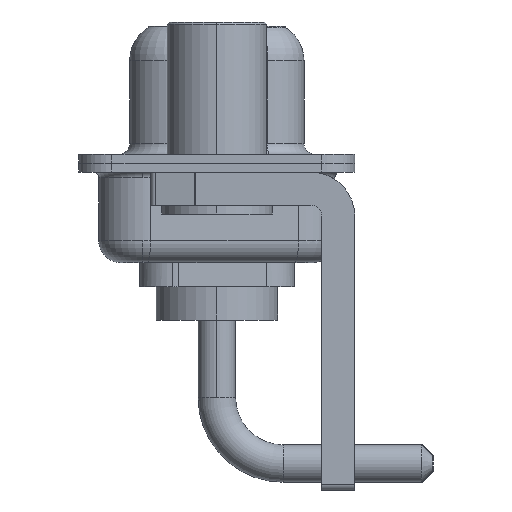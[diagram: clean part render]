
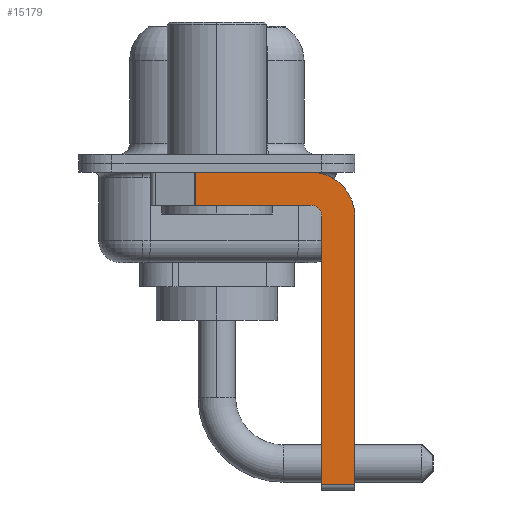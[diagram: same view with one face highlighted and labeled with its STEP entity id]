
A CAD part, left-side view. The second image highlights one B-rep face of the part: STEP entity #15179.
In plain terms, the highlighted planar face has unit normal (-1, 0, 0).
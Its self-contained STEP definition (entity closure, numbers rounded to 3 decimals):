
#24 = VERTEX_POINT ( 'NONE', #80 ) ;
#80 = CARTESIAN_POINT ( 'NONE',  ( -2.9, -6.25, -14.55 ) ) ;
#177 = VECTOR ( 'NONE', #8569, 1000. ) ;
#578 = PLANE ( 'NONE',  #8930 ) ;
#742 = CARTESIAN_POINT ( 'NONE',  ( -2.9, -4.75, -14.8 ) ) ;
#933 = CARTESIAN_POINT ( 'NONE',  ( -2.9, -4.75, -2.4 ) ) ;
#987 = AXIS2_PLACEMENT_3D ( 'NONE', #4394, #2087, #14160 ) ;
#1052 = DIRECTION ( 'NONE',  ( 0., -1., 0. ) ) ;
#1124 = EDGE_CURVE ( 'NONE', #12348, #14079, #8651, .T. ) ;
#1163 = EDGE_CURVE ( 'NONE', #14079, #24, #3356, .T. ) ;
#1369 = CARTESIAN_POINT ( 'NONE',  ( -2.9, -4.25, -14.55 ) ) ;
#1633 = CARTESIAN_POINT ( 'NONE',  ( -2.9, -4.25, -1.9 ) ) ;
#2087 = DIRECTION ( 'NONE',  ( 1., 0., 0. ) ) ;
#2523 = ORIENTED_EDGE ( 'NONE', *, *, #11208, .T. ) ;
#2668 = EDGE_CURVE ( 'NONE', #5904, #13221, #13926, .T. ) ;
#3124 = CARTESIAN_POINT ( 'NONE',  ( -2.9, -4.25, -2.4 ) ) ;
#3356 = LINE ( 'NONE', #10947, #9932 ) ;
#4107 = VERTEX_POINT ( 'NONE', #1633 ) ;
#4245 = ORIENTED_EDGE ( 'NONE', *, *, #1163, .F. ) ;
#4334 = DIRECTION ( 'NONE',  ( 0., 0., 1. ) ) ;
#4394 = CARTESIAN_POINT ( 'NONE',  ( -2.9, -4.25, -2.4 ) ) ;
#4658 = EDGE_CURVE ( 'NONE', #12351, #12444, #7198, .T. ) ;
#4954 = CARTESIAN_POINT ( 'NONE',  ( -2.9, 3., -0.4 ) ) ;
#5129 = CARTESIAN_POINT ( 'NONE',  ( -2.9, 0.978, -0.4 ) ) ;
#5430 = DIRECTION ( 'NONE',  ( 0., 0., -1. ) ) ;
#5435 = CARTESIAN_POINT ( 'NONE',  ( -2.9, 0.978, -1.9 ) ) ;
#5513 = DIRECTION ( 'NONE',  ( 0., 0., 1. ) ) ;
#5517 = DIRECTION ( 'NONE',  ( 0., 0., -1. ) ) ;
#5519 = ORIENTED_EDGE ( 'NONE', *, *, #14868, .F. ) ;
#5904 = VERTEX_POINT ( 'NONE', #5129 ) ;
#5974 = EDGE_LOOP ( 'NONE', ( #5519, #15209, #9545, #6475, #13606, #2523, #4245, #6729 ) ) ;
#6355 = CARTESIAN_POINT ( 'NONE',  ( -2.9, -4.25, -1.9 ) ) ;
#6436 = DIRECTION ( 'NONE',  ( 0., 1., 0. ) ) ;
#6475 = ORIENTED_EDGE ( 'NONE', *, *, #8468, .F. ) ;
#6519 = VECTOR ( 'NONE', #4334, 1000. ) ;
#6729 = ORIENTED_EDGE ( 'NONE', *, *, #1124, .F. ) ;
#6870 = CARTESIAN_POINT ( 'NONE',  ( -2.9, -4.25, -0.4 ) ) ;
#7198 = LINE ( 'NONE', #742, #6519 ) ;
#7976 = CARTESIAN_POINT ( 'NONE',  ( -2.9, -4.75, -14.55 ) ) ;
#8161 = VECTOR ( 'NONE', #1052, 1000. ) ;
#8301 = DIRECTION ( 'NONE',  ( 0., 0., -1. ) ) ;
#8468 = EDGE_CURVE ( 'NONE', #12444, #4107, #15306, .T. ) ;
#8569 = DIRECTION ( 'NONE',  ( 0., -1., 0. ) ) ;
#8651 = CIRCLE ( 'NONE', #987, 2. ) ;
#8743 = CARTESIAN_POINT ( 'NONE',  ( -2.9, 0.978, -1.9 ) ) ;
#8930 = AXIS2_PLACEMENT_3D ( 'NONE', #15299, #10330, #5430 ) ;
#9111 = VECTOR ( 'NONE', #5517, 1000. ) ;
#9191 = EDGE_CURVE ( 'NONE', #4107, #13221, #12671, .T. ) ;
#9545 = ORIENTED_EDGE ( 'NONE', *, *, #9191, .F. ) ;
#9864 = LINE ( 'NONE', #1369, #177 ) ;
#9932 = VECTOR ( 'NONE', #8301, 1000. ) ;
#10330 = DIRECTION ( 'NONE',  ( 1., 0., 0. ) ) ;
#10947 = CARTESIAN_POINT ( 'NONE',  ( -2.9, -6.25, -2.4 ) ) ;
#11208 = EDGE_CURVE ( 'NONE', #12351, #24, #9864, .T. ) ;
#11215 = VECTOR ( 'NONE', #6436, 1000. ) ;
#12348 = VERTEX_POINT ( 'NONE', #6870 ) ;
#12351 = VERTEX_POINT ( 'NONE', #7976 ) ;
#12444 = VERTEX_POINT ( 'NONE', #933 ) ;
#12671 = LINE ( 'NONE', #6355, #11215 ) ;
#13195 = CARTESIAN_POINT ( 'NONE',  ( -2.9, -6.25, -2.4 ) ) ;
#13221 = VERTEX_POINT ( 'NONE', #8743 ) ;
#13606 = ORIENTED_EDGE ( 'NONE', *, *, #4658, .F. ) ;
#13926 = LINE ( 'NONE', #5435, #9111 ) ;
#14079 = VERTEX_POINT ( 'NONE', #13195 ) ;
#14094 = DIRECTION ( 'NONE',  ( -1., 0., 0. ) ) ;
#14160 = DIRECTION ( 'NONE',  ( 0., 0., -1. ) ) ;
#14242 = FACE_OUTER_BOUND ( 'NONE', #5974, .T. ) ;
#14868 = EDGE_CURVE ( 'NONE', #5904, #12348, #15635, .T. ) ;
#15179 = ADVANCED_FACE ( 'NONE', ( #14242 ), #578, .F. ) ;
#15209 = ORIENTED_EDGE ( 'NONE', *, *, #2668, .T. ) ;
#15299 = CARTESIAN_POINT ( 'NONE',  ( -2.9, -4.25, -2.4 ) ) ;
#15306 = CIRCLE ( 'NONE', #15554, 0.5 ) ;
#15554 = AXIS2_PLACEMENT_3D ( 'NONE', #3124, #14094, #5513 ) ;
#15635 = LINE ( 'NONE', #4954, #8161 ) ;
